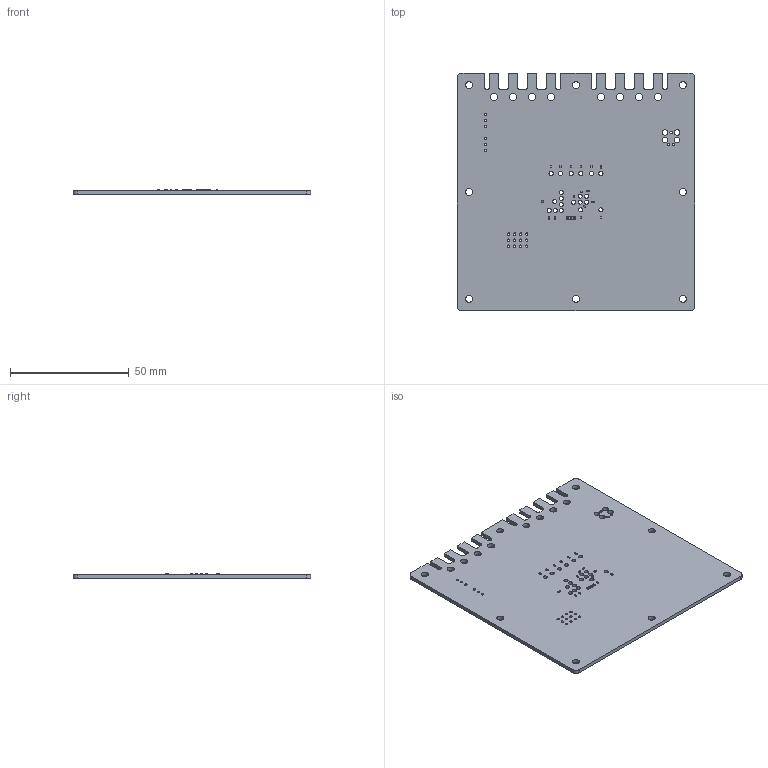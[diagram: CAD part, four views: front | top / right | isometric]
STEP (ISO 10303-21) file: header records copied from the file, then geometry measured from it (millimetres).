
FILE_DESCRIPTION(('KiCad electronic assembly'),'2;1');
FILE_NAME('TEST_FIXTURE.step','2022-10-26T09:55:47',('Pcbnew'),('Kicad') ,'Open CASCADE STEP processor 7.5','KiCad to STEP converter','Unknown' );
FILE_SCHEMA(('AUTOMOTIVE_DESIGN { 1 0 10303 214 1 1 1 1 }'));
Length unit declared in the file: millimetre
Products named in the file (4): TEST_FIXTURE 1; RES0402; COMPOUND; TEST_FIXTURE PCB
Assembly tree (22 placements, depth 3):
  TEST_FIXTURE 1
    RES0402  x20
      COMPOUND
    TEST_FIXTURE PCB
Bounding box: 100 x 100 x 1.95 mm (x, y, z)
Volume: 15333 mm3; surface area: 20649.2 mm2
Topology: 81 solids, 81 shells, 563 faces, 1203 edges, 802 vertices
Faces by surface type: bspline 440, cylinder 81, plane 42
Full cylindrical faces by diameter (mm): 0.991 x3, 1 x18, 1.75 x20, 2.375 x4, 3 x16
Entity records: 11189 total; most frequent: CARTESIAN_POINT 3197, DIRECTION 1381, ORIENTED_EDGE 810, PCURVE 810, DEFINITIONAL_REPRESENTATION 810, LINE 765, VECTOR 765, EDGE_CURVE 405
